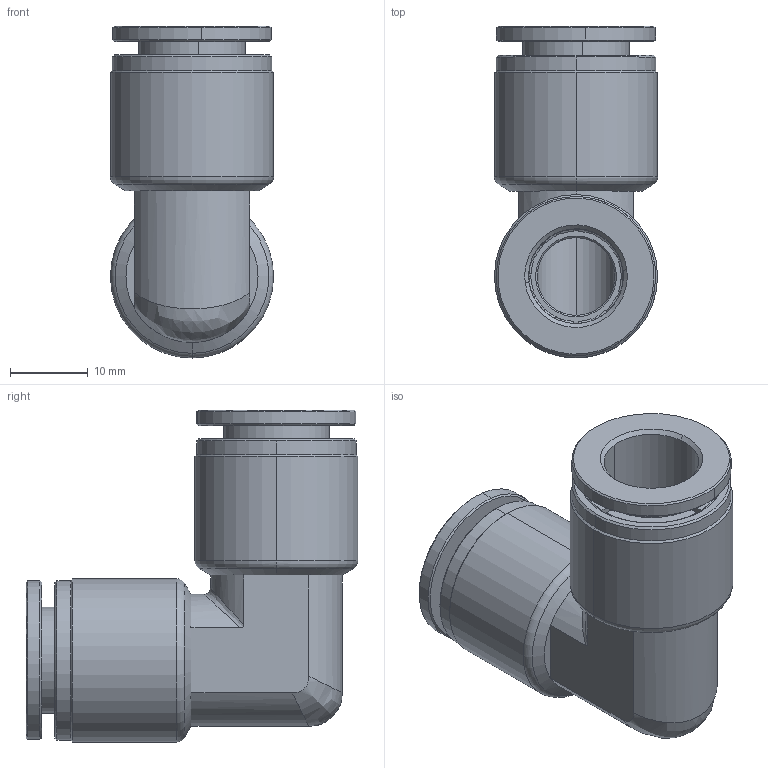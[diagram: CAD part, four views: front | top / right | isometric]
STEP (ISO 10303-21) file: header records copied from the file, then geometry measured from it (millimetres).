
FILE_DESCRIPTION (( 'STEP AP214' ), '1' );
FILE_NAME ('EUS12W.STEP', '2018-07-31T17:18:07', ( '' ), ( '' ), 'SwSTEP 2.0', 'SolidWorks 2016', '' );
FILE_SCHEMA (( 'AUTOMOTIVE_DESIGN' ));
Length unit declared in the file: millimetre
Products named in the file (1): EUS12W
Bounding box: 21 x 42.73 x 42.73 mm (x, y, z)
Volume: 10514.6 mm3; surface area: 14238.7 mm2
Topology: 11 solids, 11 shells, 882 faces, 2423 edges, 1572 vertices
Faces by surface type: plane 313, cone 270, bspline 150, cylinder 141, torus 8
Entity records: 41077 total; most frequent: CARTESIAN_POINT 10781, ORIENTED_EDGE 4846, DIRECTION 3616, EDGE_CURVE 2423, VERTEX_POINT 1572, AXIS2_PLACEMENT_3D 1475, B_SPLINE_CURVE_WITH_KNOTS 980, EDGE_LOOP 913
